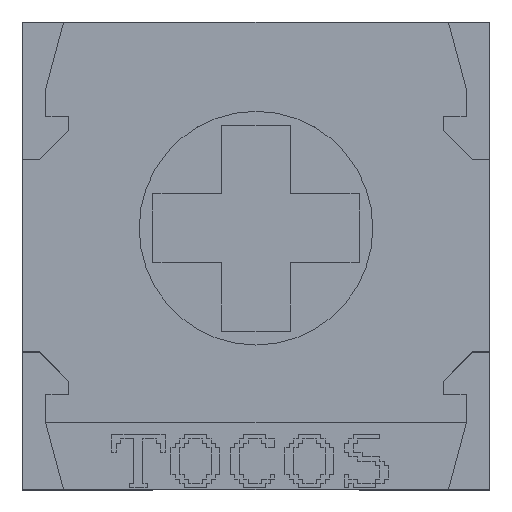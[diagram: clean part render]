
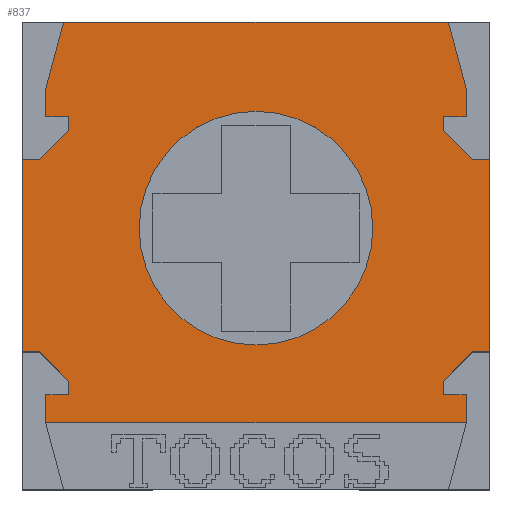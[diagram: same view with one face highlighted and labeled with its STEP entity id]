
A CAD part, top view. The second image highlights one B-rep face of the part: STEP entity #837.
In plain terms, the highlighted planar face has unit normal (0, 0, 1).
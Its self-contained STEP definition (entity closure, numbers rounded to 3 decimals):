
#629 = VERTEX_POINT('',#630);
#630 = CARTESIAN_POINT('',(0.,4.8,5.5));
#636 = EDGE_CURVE('',#637,#629,#639,.T.);
#637 = VERTEX_POINT('',#638);
#638 = CARTESIAN_POINT('',(0.,2.,5.5));
#639 = LINE('',#640,#641);
#640 = CARTESIAN_POINT('',(0.,0.,5.5));
#641 = VECTOR('',#642,1.);
#642 = DIRECTION('',(0.,1.,0.));
#818 = EDGE_CURVE('',#637,#819,#821,.T.);
#819 = VERTEX_POINT('',#820);
#820 = CARTESIAN_POINT('',(0.25,2.,5.5));
#821 = LINE('',#822,#823);
#822 = CARTESIAN_POINT('',(0.,2.,5.5));
#823 = VECTOR('',#824,1.);
#824 = DIRECTION('',(1.,0.,0.));
#837 = ADVANCED_FACE('',(#838,#1032),#1043,.T.);
#838 = FACE_BOUND('',#839,.T.);
#839 = EDGE_LOOP('',(#840,#841,#842,#850,#858,#866,#874,#882,#890,#898,
    #906,#914,#922,#930,#938,#946,#954,#962,#970,#978,#986,#994,#1002,
    #1010,#1018,#1026));
#840 = ORIENTED_EDGE('',*,*,#636,.F.);
#841 = ORIENTED_EDGE('',*,*,#818,.T.);
#842 = ORIENTED_EDGE('',*,*,#843,.T.);
#843 = EDGE_CURVE('',#819,#844,#846,.T.);
#844 = VERTEX_POINT('',#845);
#845 = CARTESIAN_POINT('',(0.674,1.576,5.5));
#846 = LINE('',#847,#848);
#847 = CARTESIAN_POINT('',(0.25,2.,5.5));
#848 = VECTOR('',#849,1.);
#849 = DIRECTION('',(0.707,-0.707,0.));
#850 = ORIENTED_EDGE('',*,*,#851,.T.);
#851 = EDGE_CURVE('',#844,#852,#854,.T.);
#852 = VERTEX_POINT('',#853);
#853 = CARTESIAN_POINT('',(0.674,1.376,5.5));
#854 = LINE('',#855,#856);
#855 = CARTESIAN_POINT('',(0.674,1.576,5.5));
#856 = VECTOR('',#857,1.);
#857 = DIRECTION('',(0.,-1.,0.));
#858 = ORIENTED_EDGE('',*,*,#859,.T.);
#859 = EDGE_CURVE('',#852,#860,#862,.T.);
#860 = VERTEX_POINT('',#861);
#861 = CARTESIAN_POINT('',(0.341,1.376,5.5));
#862 = LINE('',#863,#864);
#863 = CARTESIAN_POINT('',(0.674,1.376,5.5));
#864 = VECTOR('',#865,1.);
#865 = DIRECTION('',(-1.,0.,0.));
#866 = ORIENTED_EDGE('',*,*,#867,.T.);
#867 = EDGE_CURVE('',#860,#868,#870,.T.);
#868 = VERTEX_POINT('',#869);
#869 = CARTESIAN_POINT('',(0.341,0.97,5.5));
#870 = LINE('',#871,#872);
#871 = CARTESIAN_POINT('',(0.341,1.376,5.5));
#872 = VECTOR('',#873,1.);
#873 = DIRECTION('',(0.,-1.,0.));
#874 = ORIENTED_EDGE('',*,*,#875,.T.);
#875 = EDGE_CURVE('',#868,#876,#878,.T.);
#876 = VERTEX_POINT('',#877);
#877 = CARTESIAN_POINT('',(6.459,0.97,5.5));
#878 = LINE('',#879,#880);
#879 = CARTESIAN_POINT('',(0.,0.97,5.5));
#880 = VECTOR('',#881,1.);
#881 = DIRECTION('',(1.,0.,0.));
#882 = ORIENTED_EDGE('',*,*,#883,.F.);
#883 = EDGE_CURVE('',#884,#876,#886,.T.);
#884 = VERTEX_POINT('',#885);
#885 = CARTESIAN_POINT('',(6.459,1.376,5.5));
#886 = LINE('',#887,#888);
#887 = CARTESIAN_POINT('',(6.459,1.376,5.5));
#888 = VECTOR('',#889,1.);
#889 = DIRECTION('',(0.,-1.,0.));
#890 = ORIENTED_EDGE('',*,*,#891,.F.);
#891 = EDGE_CURVE('',#892,#884,#894,.T.);
#892 = VERTEX_POINT('',#893);
#893 = CARTESIAN_POINT('',(6.126,1.376,5.5));
#894 = LINE('',#895,#896);
#895 = CARTESIAN_POINT('',(6.126,1.376,5.5));
#896 = VECTOR('',#897,1.);
#897 = DIRECTION('',(1.,0.,0.));
#898 = ORIENTED_EDGE('',*,*,#899,.F.);
#899 = EDGE_CURVE('',#900,#892,#902,.T.);
#900 = VERTEX_POINT('',#901);
#901 = CARTESIAN_POINT('',(6.126,1.576,5.5));
#902 = LINE('',#903,#904);
#903 = CARTESIAN_POINT('',(6.126,1.576,5.5));
#904 = VECTOR('',#905,1.);
#905 = DIRECTION('',(0.,-1.,0.));
#906 = ORIENTED_EDGE('',*,*,#907,.F.);
#907 = EDGE_CURVE('',#908,#900,#910,.T.);
#908 = VERTEX_POINT('',#909);
#909 = CARTESIAN_POINT('',(6.55,2.,5.5));
#910 = LINE('',#911,#912);
#911 = CARTESIAN_POINT('',(6.55,2.,5.5));
#912 = VECTOR('',#913,1.);
#913 = DIRECTION('',(-0.707,-0.707,0.));
#914 = ORIENTED_EDGE('',*,*,#915,.F.);
#915 = EDGE_CURVE('',#916,#908,#918,.T.);
#916 = VERTEX_POINT('',#917);
#917 = CARTESIAN_POINT('',(6.8,2.,5.5));
#918 = LINE('',#919,#920);
#919 = CARTESIAN_POINT('',(6.8,2.,5.5));
#920 = VECTOR('',#921,1.);
#921 = DIRECTION('',(-1.,0.,0.));
#922 = ORIENTED_EDGE('',*,*,#923,.T.);
#923 = EDGE_CURVE('',#916,#924,#926,.T.);
#924 = VERTEX_POINT('',#925);
#925 = CARTESIAN_POINT('',(6.8,4.8,5.5));
#926 = LINE('',#927,#928);
#927 = CARTESIAN_POINT('',(6.8,0.,5.5));
#928 = VECTOR('',#929,1.);
#929 = DIRECTION('',(0.,1.,0.));
#930 = ORIENTED_EDGE('',*,*,#931,.T.);
#931 = EDGE_CURVE('',#924,#932,#934,.T.);
#932 = VERTEX_POINT('',#933);
#933 = CARTESIAN_POINT('',(6.55,4.8,5.5));
#934 = LINE('',#935,#936);
#935 = CARTESIAN_POINT('',(6.8,4.8,5.5));
#936 = VECTOR('',#937,1.);
#937 = DIRECTION('',(-1.,0.,0.));
#938 = ORIENTED_EDGE('',*,*,#939,.T.);
#939 = EDGE_CURVE('',#932,#940,#942,.T.);
#940 = VERTEX_POINT('',#941);
#941 = CARTESIAN_POINT('',(6.126,5.224,5.5));
#942 = LINE('',#943,#944);
#943 = CARTESIAN_POINT('',(6.55,4.8,5.5));
#944 = VECTOR('',#945,1.);
#945 = DIRECTION('',(-0.707,0.707,0.));
#946 = ORIENTED_EDGE('',*,*,#947,.T.);
#947 = EDGE_CURVE('',#940,#948,#950,.T.);
#948 = VERTEX_POINT('',#949);
#949 = CARTESIAN_POINT('',(6.126,5.424,5.5));
#950 = LINE('',#951,#952);
#951 = CARTESIAN_POINT('',(6.126,5.224,5.5));
#952 = VECTOR('',#953,1.);
#953 = DIRECTION('',(0.,1.,0.));
#954 = ORIENTED_EDGE('',*,*,#955,.T.);
#955 = EDGE_CURVE('',#948,#956,#958,.T.);
#956 = VERTEX_POINT('',#957);
#957 = CARTESIAN_POINT('',(6.459,5.424,5.5));
#958 = LINE('',#959,#960);
#959 = CARTESIAN_POINT('',(6.126,5.424,5.5));
#960 = VECTOR('',#961,1.);
#961 = DIRECTION('',(1.,0.,0.));
#962 = ORIENTED_EDGE('',*,*,#963,.T.);
#963 = EDGE_CURVE('',#956,#964,#966,.T.);
#964 = VERTEX_POINT('',#965);
#965 = CARTESIAN_POINT('',(6.459,5.834,5.5));
#966 = LINE('',#967,#968);
#967 = CARTESIAN_POINT('',(6.459,5.424,5.5));
#968 = VECTOR('',#969,1.);
#969 = DIRECTION('',(0.,1.,0.));
#970 = ORIENTED_EDGE('',*,*,#971,.F.);
#971 = EDGE_CURVE('',#972,#964,#974,.T.);
#972 = VERTEX_POINT('',#973);
#973 = CARTESIAN_POINT('',(6.2,6.8,5.5));
#974 = LINE('',#975,#976);
#975 = CARTESIAN_POINT('',(6.2,6.8,5.5));
#976 = VECTOR('',#977,1.);
#977 = DIRECTION('',(0.259,-0.966,0.));
#978 = ORIENTED_EDGE('',*,*,#979,.F.);
#979 = EDGE_CURVE('',#980,#972,#982,.T.);
#980 = VERTEX_POINT('',#981);
#981 = CARTESIAN_POINT('',(0.6,6.8,5.5));
#982 = LINE('',#983,#984);
#983 = CARTESIAN_POINT('',(0.,6.8,5.5));
#984 = VECTOR('',#985,1.);
#985 = DIRECTION('',(1.,0.,0.));
#986 = ORIENTED_EDGE('',*,*,#987,.T.);
#987 = EDGE_CURVE('',#980,#988,#990,.T.);
#988 = VERTEX_POINT('',#989);
#989 = CARTESIAN_POINT('',(0.341,5.834,5.5));
#990 = LINE('',#991,#992);
#991 = CARTESIAN_POINT('',(0.6,6.8,5.5));
#992 = VECTOR('',#993,1.);
#993 = DIRECTION('',(-0.259,-0.966,0.));
#994 = ORIENTED_EDGE('',*,*,#995,.F.);
#995 = EDGE_CURVE('',#996,#988,#998,.T.);
#996 = VERTEX_POINT('',#997);
#997 = CARTESIAN_POINT('',(0.341,5.424,5.5));
#998 = LINE('',#999,#1000);
#999 = CARTESIAN_POINT('',(0.341,5.424,5.5));
#1000 = VECTOR('',#1001,1.);
#1001 = DIRECTION('',(0.,1.,0.));
#1002 = ORIENTED_EDGE('',*,*,#1003,.F.);
#1003 = EDGE_CURVE('',#1004,#996,#1006,.T.);
#1004 = VERTEX_POINT('',#1005);
#1005 = CARTESIAN_POINT('',(0.674,5.424,5.5));
#1006 = LINE('',#1007,#1008);
#1007 = CARTESIAN_POINT('',(0.674,5.424,5.5));
#1008 = VECTOR('',#1009,1.);
#1009 = DIRECTION('',(-1.,0.,0.));
#1010 = ORIENTED_EDGE('',*,*,#1011,.F.);
#1011 = EDGE_CURVE('',#1012,#1004,#1014,.T.);
#1012 = VERTEX_POINT('',#1013);
#1013 = CARTESIAN_POINT('',(0.674,5.224,5.5));
#1014 = LINE('',#1015,#1016);
#1015 = CARTESIAN_POINT('',(0.674,5.224,5.5));
#1016 = VECTOR('',#1017,1.);
#1017 = DIRECTION('',(0.,1.,0.));
#1018 = ORIENTED_EDGE('',*,*,#1019,.F.);
#1019 = EDGE_CURVE('',#1020,#1012,#1022,.T.);
#1020 = VERTEX_POINT('',#1021);
#1021 = CARTESIAN_POINT('',(0.25,4.8,5.5));
#1022 = LINE('',#1023,#1024);
#1023 = CARTESIAN_POINT('',(0.25,4.8,5.5));
#1024 = VECTOR('',#1025,1.);
#1025 = DIRECTION('',(0.707,0.707,0.));
#1026 = ORIENTED_EDGE('',*,*,#1027,.F.);
#1027 = EDGE_CURVE('',#629,#1020,#1028,.T.);
#1028 = LINE('',#1029,#1030);
#1029 = CARTESIAN_POINT('',(0.,4.8,5.5));
#1030 = VECTOR('',#1031,1.);
#1031 = DIRECTION('',(1.,0.,0.));
#1032 = FACE_BOUND('',#1033,.T.);
#1033 = EDGE_LOOP('',(#1034));
#1034 = ORIENTED_EDGE('',*,*,#1035,.F.);
#1035 = EDGE_CURVE('',#1036,#1036,#1038,.T.);
#1036 = VERTEX_POINT('',#1037);
#1037 = CARTESIAN_POINT('',(5.1,3.8,5.5));
#1038 = CIRCLE('',#1039,1.7);
#1039 = AXIS2_PLACEMENT_3D('',#1040,#1041,#1042);
#1040 = CARTESIAN_POINT('',(3.4,3.8,5.5));
#1041 = DIRECTION('',(0.,0.,1.));
#1042 = DIRECTION('',(1.,0.,0.));
#1043 = PLANE('',#1044);
#1044 = AXIS2_PLACEMENT_3D('',#1045,#1046,#1047);
#1045 = CARTESIAN_POINT('',(0.,0.,5.5));
#1046 = DIRECTION('',(0.,0.,1.));
#1047 = DIRECTION('',(1.,0.,0.));
